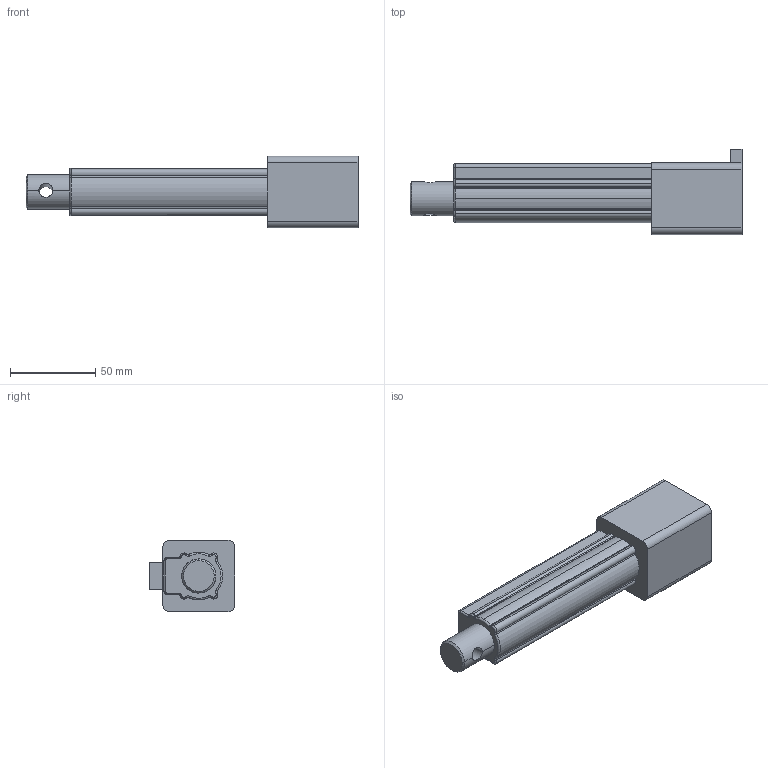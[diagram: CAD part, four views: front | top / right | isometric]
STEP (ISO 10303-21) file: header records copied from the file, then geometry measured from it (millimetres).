
FILE_DESCRIPTION (( 'STEP AP214' ), '1' );
FILE_NAME ('A1 HB48 linear actuator.STEP', '2021-10-04T10:33:04', ( '' ), ( '' ), 'SwSTEP 2.0', 'SolidWorks 2020', '' );
FILE_SCHEMA (( 'AUTOMOTIVE_DESIGN' ));
Length unit declared in the file: millimetre
Products named in the file (3): A1 HB48 linear actuator; 櫻蠉錪4^A1 HB48 linear actuator
Assembly tree (2 placements, depth 2):
  A1 HB48 linear actuator
    A1 HB48 linear actuator
    櫻蠉錪4^A1 HB48 linear actuator
Bounding box: 194.6 x 50 x 42 mm (x, y, z)
Volume: 191768.7 mm3; surface area: 41735.7 mm2
Topology: 2 solids, 2 shells, 76 faces, 188 edges, 116 vertices
Faces by surface type: cylinder 35, torus 22, plane 17, cone 2
Entity records: 2650 total; most frequent: CARTESIAN_POINT 517, DIRECTION 458, ORIENTED_EDGE 376, AXIS2_PLACEMENT_3D 193, EDGE_CURVE 188, VERTEX_POINT 116, CIRCLE 112, EDGE_LOOP 78
